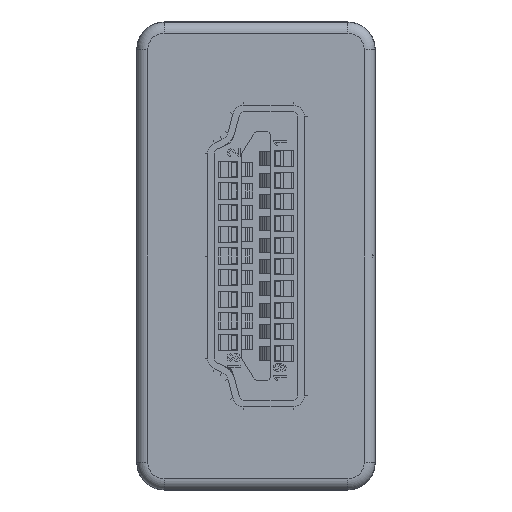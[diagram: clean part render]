
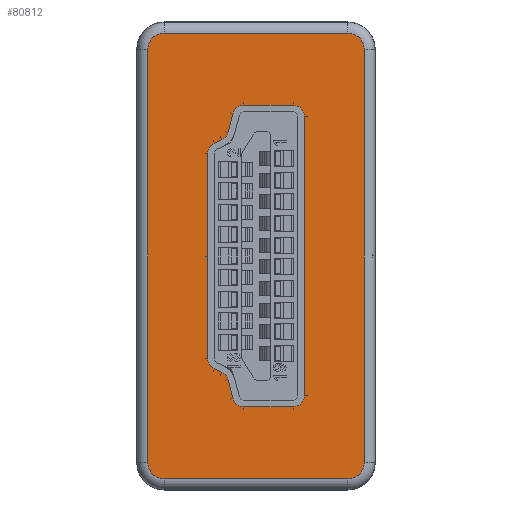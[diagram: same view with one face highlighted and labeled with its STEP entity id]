
A CAD part, left-side view. The second image highlights one B-rep face of the part: STEP entity #80812.
In plain terms, the highlighted face is planar.
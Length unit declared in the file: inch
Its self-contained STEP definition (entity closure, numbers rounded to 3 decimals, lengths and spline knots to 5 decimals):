
#363 = DIRECTION ( 'NONE',  ( 1., 0., 0. ) ) ;
#1075 = VERTEX_POINT ( 'NONE', #36603 ) ;
#1263 = ORIENTED_EDGE ( 'NONE', *, *, #3152, .T. ) ;
#1456 = VERTEX_POINT ( 'NONE', #3422 ) ;
#1511 = CARTESIAN_POINT ( 'NONE',  ( -0.23622, -0.05, 0. ) ) ;
#2207 = EDGE_CURVE ( 'NONE', #14111, #47319, #76022, .T. ) ;
#2839 = VERTEX_POINT ( 'NONE', #19537 ) ;
#2968 = CARTESIAN_POINT ( 'NONE',  ( 0.4052, 0.2165, 0. ) ) ;
#3152 = EDGE_CURVE ( 'NONE', #73187, #61354, #44040, .T. ) ;
#3422 = CARTESIAN_POINT ( 'NONE',  ( -0.3752, 0.1965, 0. ) ) ;
#3861 = CARTESIAN_POINT ( 'NONE',  ( -0.22422, -0.05, 0. ) ) ;
#3888 = PLANE ( 'NONE',  #54894 ) ;
#4117 = LINE ( 'NONE', #20588, #52768 ) ;
#4435 = CARTESIAN_POINT ( 'NONE',  ( -0.4252, 0.2165, 0. ) ) ;
#5220 = CARTESIAN_POINT ( 'NONE',  ( -0.23622, -0.038, 0. ) ) ;
#6773 = EDGE_CURVE ( 'NONE', #24201, #17933, #25751, .T. ) ;
#6788 = VECTOR ( 'NONE', #21161, 39.37008 ) ;
#6799 = CARTESIAN_POINT ( 'NONE',  ( 0.22422, -0.05, 0. ) ) ;
#7020 = VECTOR ( 'NONE', #9363, 39.37008 ) ;
#8875 = VERTEX_POINT ( 'NONE', #64321 ) ;
#8913 = CARTESIAN_POINT ( 'NONE',  ( 0.23622, -0.038, 0. ) ) ;
#9363 = DIRECTION ( 'NONE',  ( 0., 1., 0. ) ) ;
#9910 = DIRECTION ( 'NONE',  ( -1., 0., 0. ) ) ;
#11007 = LINE ( 'NONE', #29361, #66497 ) ;
#11513 = DIRECTION ( 'NONE',  ( -1., 0., 0. ) ) ;
#11977 = VERTEX_POINT ( 'NONE', #72135 ) ;
#12132 = VECTOR ( 'NONE', #56566, 39.37008 ) ;
#12174 = CARTESIAN_POINT ( 'NONE',  ( -0.3752, 0.1965, 0. ) ) ;
#12185 = DIRECTION ( 'NONE',  ( 0., 0., -1. ) ) ;
#12411 = DIRECTION ( 'NONE',  ( -1., 0., 0. ) ) ;
#12561 = ORIENTED_EDGE ( 'NONE', *, *, #6773, .T. ) ;
#14111 = VERTEX_POINT ( 'NONE', #42915 ) ;
#14161 = ORIENTED_EDGE ( 'NONE', *, *, #35552, .T. ) ;
#14785 = CARTESIAN_POINT ( 'NONE',  ( -0.23622, 0.05, 0. ) ) ;
#17903 = CARTESIAN_POINT ( 'NONE',  ( -0.3752, 0.1665, 0. ) ) ;
#17933 = VERTEX_POINT ( 'NONE', #6799 ) ;
#18364 = CARTESIAN_POINT ( 'NONE',  ( -0.22422, -0.038, 0. ) ) ;
#18420 = ORIENTED_EDGE ( 'NONE', *, *, #2207, .T. ) ;
#19537 = CARTESIAN_POINT ( 'NONE',  ( -0.23622, 0.038, 0. ) ) ;
#19578 = CARTESIAN_POINT ( 'NONE',  ( 0.22422, 0.038, 0. ) ) ;
#20588 = CARTESIAN_POINT ( 'NONE',  ( -0.4252, -0.1965, 0. ) ) ;
#20832 = CARTESIAN_POINT ( 'NONE',  ( -0.23622, -0.05, 0. ) ) ;
#21161 = DIRECTION ( 'NONE',  ( 1., 0., 0. ) ) ;
#23009 = AXIS2_PLACEMENT_3D ( 'NONE', #79505, #41562, #9910 ) ;
#23245 = DIRECTION ( 'NONE',  ( 0., 0., 1. ) ) ;
#24185 = EDGE_CURVE ( 'NONE', #61354, #2839, #45742, .T. ) ;
#24201 = VERTEX_POINT ( 'NONE', #8913 ) ;
#24409 = AXIS2_PLACEMENT_3D ( 'NONE', #43696, #62740, #24489 ) ;
#24489 = DIRECTION ( 'NONE',  ( -1., 0., 0. ) ) ;
#24687 = CARTESIAN_POINT ( 'NONE',  ( 0.4052, -0.1665, 0. ) ) ;
#24843 = EDGE_CURVE ( 'NONE', #79769, #8875, #63476, .T. ) ;
#25144 = DIRECTION ( 'NONE',  ( 0., 0., -1. ) ) ;
#25391 = CARTESIAN_POINT ( 'NONE',  ( 0.22422, 0.05, 0. ) ) ;
#25393 = EDGE_CURVE ( 'NONE', #47319, #11977, #4117, .T. ) ;
#25751 = CIRCLE ( 'NONE', #49012, 0.012 ) ;
#27332 = ORIENTED_EDGE ( 'NONE', *, *, #59377, .F. ) ;
#28275 = CIRCLE ( 'NONE', #24409, 0.012 ) ;
#28313 = AXIS2_PLACEMENT_3D ( 'NONE', #19578, #25144, #12411 ) ;
#28729 = DIRECTION ( 'NONE',  ( -1., 0., 0. ) ) ;
#29039 = LINE ( 'NONE', #12174, #12132 ) ;
#29088 = CARTESIAN_POINT ( 'NONE',  ( 0.3752, -0.1665, 0. ) ) ;
#29361 = CARTESIAN_POINT ( 'NONE',  ( 0.23622, -0.05, 0. ) ) ;
#30248 = AXIS2_PLACEMENT_3D ( 'NONE', #41211, #78868, #28729 ) ;
#30424 = VECTOR ( 'NONE', #44937, 39.37008 ) ;
#30705 = ORIENTED_EDGE ( 'NONE', *, *, #24185, .T. ) ;
#30972 = FACE_BOUND ( 'NONE', #53280, .T. ) ;
#33006 = ORIENTED_EDGE ( 'NONE', *, *, #25393, .T. ) ;
#33331 = CIRCLE ( 'NONE', #28313, 0.012 ) ;
#35428 = DIRECTION ( 'NONE',  ( -1., 0., 0. ) ) ;
#35552 = EDGE_CURVE ( 'NONE', #8875, #1075, #47896, .T. ) ;
#36086 = DIRECTION ( 'NONE',  ( 0., 0., -1. ) ) ;
#36603 = CARTESIAN_POINT ( 'NONE',  ( 0.3752, 0.1965, 0. ) ) ;
#37113 = CARTESIAN_POINT ( 'NONE',  ( -0.22422, 0.05, 0. ) ) ;
#37493 = VERTEX_POINT ( 'NONE', #76825 ) ;
#38689 = VECTOR ( 'NONE', #39281, 39.37008 ) ;
#39281 = DIRECTION ( 'NONE',  ( 1., 0., 0. ) ) ;
#39465 = ORIENTED_EDGE ( 'NONE', *, *, #41372, .T. ) ;
#41211 = CARTESIAN_POINT ( 'NONE',  ( 0.3752, 0.1665, 0. ) ) ;
#41282 = AXIS2_PLACEMENT_3D ( 'NONE', #29088, #73355, #35428 ) ;
#41372 = EDGE_CURVE ( 'NONE', #51505, #14111, #63065, .T. ) ;
#41562 = DIRECTION ( 'NONE',  ( 0., 0., 1. ) ) ;
#41820 = EDGE_CURVE ( 'NONE', #11977, #79769, #58271, .T. ) ;
#42585 = LINE ( 'NONE', #14785, #6788 ) ;
#42725 = VECTOR ( 'NONE', #66267, 39.37008 ) ;
#42915 = CARTESIAN_POINT ( 'NONE',  ( -0.4052, -0.1665, 0. ) ) ;
#43696 = CARTESIAN_POINT ( 'NONE',  ( -0.22422, 0.038, 0. ) ) ;
#44040 = CIRCLE ( 'NONE', #47635, 0.012 ) ;
#44937 = DIRECTION ( 'NONE',  ( 0., -1., 0. ) ) ;
#45283 = EDGE_CURVE ( 'NONE', #1456, #51505, #71425, .T. ) ;
#45742 = LINE ( 'NONE', #20832, #42725 ) ;
#47319 = VERTEX_POINT ( 'NONE', #74510 ) ;
#47635 = AXIS2_PLACEMENT_3D ( 'NONE', #18364, #81094, #11513 ) ;
#47896 = CIRCLE ( 'NONE', #30248, 0.03 ) ;
#49012 = AXIS2_PLACEMENT_3D ( 'NONE', #80380, #12185, #69289 ) ;
#49246 = EDGE_LOOP ( 'NONE', ( #53020, #67594, #39465, #18420, #33006, #79611, #49384, #14161 ) ) ;
#49384 = ORIENTED_EDGE ( 'NONE', *, *, #24843, .T. ) ;
#49634 = LINE ( 'NONE', #1511, #38689 ) ;
#51239 = ORIENTED_EDGE ( 'NONE', *, *, #64501, .F. ) ;
#51505 = VERTEX_POINT ( 'NONE', #63596 ) ;
#52768 = VECTOR ( 'NONE', #363, 39.37008 ) ;
#53020 = ORIENTED_EDGE ( 'NONE', *, *, #76207, .T. ) ;
#53280 = EDGE_LOOP ( 'NONE', ( #27332, #12561, #51239, #1263, #30705, #56677, #59597, #71846 ) ) ;
#53361 = EDGE_CURVE ( 'NONE', #76722, #37493, #33331, .T. ) ;
#54894 = AXIS2_PLACEMENT_3D ( 'NONE', #4435, #36086, #61849 ) ;
#56566 = DIRECTION ( 'NONE',  ( -1., 0., 0. ) ) ;
#56677 = ORIENTED_EDGE ( 'NONE', *, *, #65930, .T. ) ;
#56848 = CARTESIAN_POINT ( 'NONE',  ( -0.4052, 0.2165, 0. ) ) ;
#58271 = CIRCLE ( 'NONE', #41282, 0.03 ) ;
#59377 = EDGE_CURVE ( 'NONE', #24201, #37493, #11007, .T. ) ;
#59452 = AXIS2_PLACEMENT_3D ( 'NONE', #17903, #23245, #73957 ) ;
#59597 = ORIENTED_EDGE ( 'NONE', *, *, #72349, .T. ) ;
#61354 = VERTEX_POINT ( 'NONE', #5220 ) ;
#61849 = DIRECTION ( 'NONE',  ( -1., 0., 0. ) ) ;
#62740 = DIRECTION ( 'NONE',  ( 0., 0., -1. ) ) ;
#63065 = LINE ( 'NONE', #56848, #30424 ) ;
#63476 = LINE ( 'NONE', #2968, #7020 ) ;
#63596 = CARTESIAN_POINT ( 'NONE',  ( -0.4052, 0.1665, 0. ) ) ;
#64249 = VERTEX_POINT ( 'NONE', #37113 ) ;
#64321 = CARTESIAN_POINT ( 'NONE',  ( 0.4052, 0.1665, 0. ) ) ;
#64501 = EDGE_CURVE ( 'NONE', #73187, #17933, #49634, .T. ) ;
#65930 = EDGE_CURVE ( 'NONE', #2839, #64249, #28275, .T. ) ;
#66267 = DIRECTION ( 'NONE',  ( 0., 1., 0. ) ) ;
#66497 = VECTOR ( 'NONE', #80022, 39.37008 ) ;
#67594 = ORIENTED_EDGE ( 'NONE', *, *, #45283, .T. ) ;
#68645 = FACE_OUTER_BOUND ( 'NONE', #49246, .T. ) ;
#69289 = DIRECTION ( 'NONE',  ( -1., 0., 0. ) ) ;
#71425 = CIRCLE ( 'NONE', #59452, 0.03 ) ;
#71846 = ORIENTED_EDGE ( 'NONE', *, *, #53361, .T. ) ;
#72135 = CARTESIAN_POINT ( 'NONE',  ( 0.3752, -0.1965, 0. ) ) ;
#72349 = EDGE_CURVE ( 'NONE', #64249, #76722, #42585, .T. ) ;
#73187 = VERTEX_POINT ( 'NONE', #3861 ) ;
#73355 = DIRECTION ( 'NONE',  ( 0., 0., 1. ) ) ;
#73957 = DIRECTION ( 'NONE',  ( -1., 0., 0. ) ) ;
#74510 = CARTESIAN_POINT ( 'NONE',  ( -0.3752, -0.1965, 0. ) ) ;
#76022 = CIRCLE ( 'NONE', #23009, 0.03 ) ;
#76207 = EDGE_CURVE ( 'NONE', #1075, #1456, #29039, .T. ) ;
#76722 = VERTEX_POINT ( 'NONE', #25391 ) ;
#76825 = CARTESIAN_POINT ( 'NONE',  ( 0.23622, 0.038, 0. ) ) ;
#78868 = DIRECTION ( 'NONE',  ( 0., 0., 1. ) ) ;
#79505 = CARTESIAN_POINT ( 'NONE',  ( -0.3752, -0.1665, 0. ) ) ;
#79611 = ORIENTED_EDGE ( 'NONE', *, *, #41820, .T. ) ;
#79769 = VERTEX_POINT ( 'NONE', #24687 ) ;
#80022 = DIRECTION ( 'NONE',  ( 0., 1., 0. ) ) ;
#80380 = CARTESIAN_POINT ( 'NONE',  ( 0.22422, -0.038, 0. ) ) ;
#80812 = ADVANCED_FACE ( 'NONE', ( #68645, #30972 ), #3888, .F. ) ;
#81094 = DIRECTION ( 'NONE',  ( 0., 0., -1. ) ) ;
